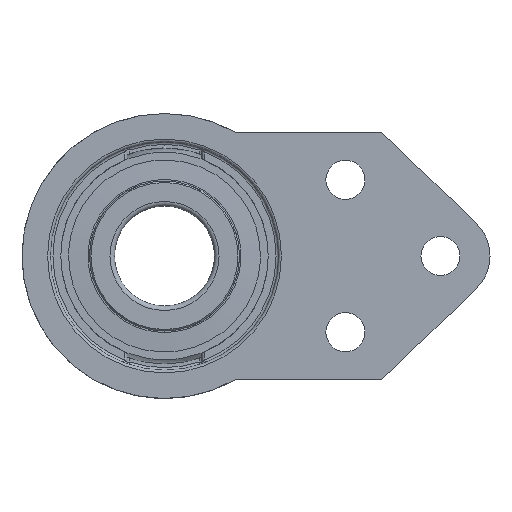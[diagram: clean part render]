
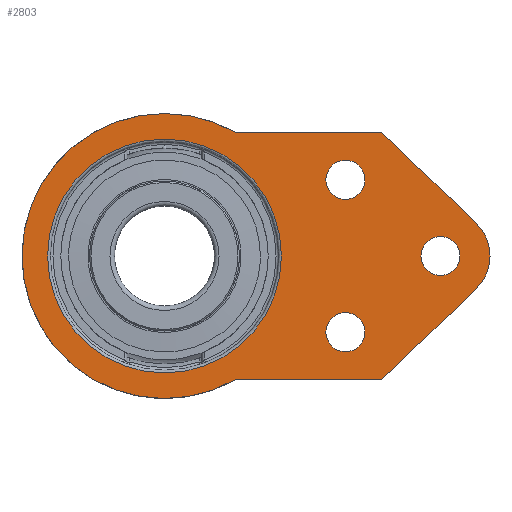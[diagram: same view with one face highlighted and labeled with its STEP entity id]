
A CAD part, left-side view. The second image highlights one B-rep face of the part: STEP entity #2803.
In plain terms, the highlighted face is planar.
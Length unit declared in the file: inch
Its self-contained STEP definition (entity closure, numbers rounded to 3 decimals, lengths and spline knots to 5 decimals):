
#1595=CARTESIAN_POINT('',(-1.87008,0.,0.));
#1596=VERTEX_POINT('',#1595);
#1603=CARTESIAN_POINT('',(-1.62402,-0.92724,0.));
#1604=VERTEX_POINT('',#1603);
#1605=CARTESIAN_POINT('',(-0.,0.,-0.));
#1606=DIRECTION('',(0.,0.,1.));
#1607=DIRECTION('',(1.,-0.,-0.));
#1608=AXIS2_PLACEMENT_3D('',#1605,#1606,#1607);
#1609=CIRCLE('',#1608,1.87008);
#1610=EDGE_CURVE('',#1596,#1604,#1609,.T.);
#2479=CARTESIAN_POINT('',(1.62402,-2.85367,-0.));
#2480=VERTEX_POINT('',#2479);
#2487=CARTESIAN_POINT('',(1.62402,-0.92724,-0.));
#2488=VERTEX_POINT('',#2487);
#2489=CARTESIAN_POINT('',(1.62402,-2.85367,-0.));
#2490=DIRECTION('',(-0.,1.,-0.));
#2491=VECTOR('',#2490,0.75844);
#2492=LINE('',#2489,#2491);
#2493=EDGE_CURVE('',#2480,#2488,#2492,.T.);
#2591=CARTESIAN_POINT('',(0.4316,-4.08845,-0.));
#2592=VERTEX_POINT('',#2591);
#2599=CARTESIAN_POINT('',(0.4316,-4.08845,-0.));
#2600=DIRECTION('',(0.695,0.719,-0.));
#2601=VECTOR('',#2600,0.6758);
#2602=LINE('',#2599,#2601);
#2603=EDGE_CURVE('',#2592,#2480,#2602,.T.);
#2615=CARTESIAN_POINT('',(-0.4316,-4.08845,0.));
#2616=VERTEX_POINT('',#2615);
#2623=CARTESIAN_POINT('',(0.,-3.67165,0.));
#2624=DIRECTION('',(0.,0.,1.));
#2625=DIRECTION('',(1.,-0.,-0.));
#2626=AXIS2_PLACEMENT_3D('',#2623,#2624,#2625);
#2627=CIRCLE('',#2626,0.6);
#2628=EDGE_CURVE('',#2616,#2592,#2627,.T.);
#2640=CARTESIAN_POINT('',(-1.62402,-2.85367,0.));
#2641=VERTEX_POINT('',#2640);
#2648=CARTESIAN_POINT('',(-1.62402,-2.85367,0.));
#2649=DIRECTION('',(0.695,-0.719,-0.));
#2650=VECTOR('',#2649,0.6758);
#2651=LINE('',#2648,#2650);
#2652=EDGE_CURVE('',#2641,#2616,#2651,.T.);
#2666=CARTESIAN_POINT('',(-1.62402,-0.92724,0.));
#2667=DIRECTION('',(0.,-1.,0.));
#2668=VECTOR('',#2667,0.75844);
#2669=LINE('',#2666,#2668);
#2670=EDGE_CURVE('',#1604,#2641,#2669,.T.);
#2693=CARTESIAN_POINT('',(0.74409,-2.37402,-0.));
#2694=VERTEX_POINT('',#2693);
#2703=CARTESIAN_POINT('',(1.,-2.37402,-0.));
#2704=DIRECTION('',(0.,0.,1.));
#2705=DIRECTION('',(1.,-0.,-0.));
#2706=AXIS2_PLACEMENT_3D('',#2703,#2704,#2705);
#2707=CIRCLE('',#2706,0.25591);
#2708=EDGE_CURVE('',#2694,#2694,#2707,.T.);
#2718=CARTESIAN_POINT('',(-0.25591,-3.62205,0.));
#2719=VERTEX_POINT('',#2718);
#2728=CARTESIAN_POINT('',(0.,-3.62205,0.));
#2729=DIRECTION('',(0.,0.,1.));
#2730=DIRECTION('',(1.,-0.,-0.));
#2731=AXIS2_PLACEMENT_3D('',#2728,#2729,#2730);
#2732=CIRCLE('',#2731,0.25591);
#2733=EDGE_CURVE('',#2719,#2719,#2732,.T.);
#2743=CARTESIAN_POINT('',(-1.25591,-2.37402,0.));
#2744=VERTEX_POINT('',#2743);
#2753=CARTESIAN_POINT('',(-1.,-2.37402,0.));
#2754=DIRECTION('',(0.,0.,1.));
#2755=DIRECTION('',(1.,-0.,-0.));
#2756=AXIS2_PLACEMENT_3D('',#2753,#2754,#2755);
#2757=CIRCLE('',#2756,0.25591);
#2758=EDGE_CURVE('',#2744,#2744,#2757,.T.);
#2763=CARTESIAN_POINT('',(-0.,-1.14918,0.));
#2764=DIRECTION('',(0.,0.,1.));
#2765=DIRECTION('',(1.,-0.,-0.));
#2766=AXIS2_PLACEMENT_3D('',#2763,#2764,#2765);
#2767=PLANE('',#2766);
#2768=ORIENTED_EDGE('',*,*,#2708,.T.);
#2769=EDGE_LOOP('',(#2768));
#2770=FACE_BOUND('',#2769,.T.);
#2771=ORIENTED_EDGE('',*,*,#2733,.T.);
#2772=EDGE_LOOP('',(#2771));
#2773=FACE_BOUND('',#2772,.T.);
#2774=ORIENTED_EDGE('',*,*,#2758,.T.);
#2775=EDGE_LOOP('',(#2774));
#2776=FACE_BOUND('',#2775,.T.);
#2777=ORIENTED_EDGE('',*,*,#2670,.F.);
#2778=ORIENTED_EDGE('',*,*,#1610,.F.);
#2779=CARTESIAN_POINT('',(-0.,0.,-0.));
#2780=DIRECTION('',(0.,0.,1.));
#2781=DIRECTION('',(1.,-0.,-0.));
#2782=AXIS2_PLACEMENT_3D('',#2779,#2780,#2781);
#2783=CIRCLE('',#2782,1.87008);
#2784=EDGE_CURVE('',#2488,#1596,#2783,.T.);
#2785=ORIENTED_EDGE('',*,*,#2784,.F.);
#2786=ORIENTED_EDGE('',*,*,#2493,.F.);
#2787=ORIENTED_EDGE('',*,*,#2603,.F.);
#2788=ORIENTED_EDGE('',*,*,#2628,.F.);
#2789=ORIENTED_EDGE('',*,*,#2652,.F.);
#2790=EDGE_LOOP('',(#2777,#2778,#2785,#2786,#2787,#2788,#2789));
#2791=FACE_BOUND('',#2790,.T.);
#2792=CARTESIAN_POINT('',(0.,1.53434,-0.));
#2793=VERTEX_POINT('',#2792);
#2794=CARTESIAN_POINT('',(0.,0.,0.));
#2795=DIRECTION('',(-0.,-0.,-1.));
#2796=DIRECTION('',(-0.,-1.,0.));
#2797=AXIS2_PLACEMENT_3D('',#2794,#2795,#2796);
#2798=CIRCLE('',#2797,1.53434);
#2799=EDGE_CURVE('',#2793,#2793,#2798,.T.);
#2800=ORIENTED_EDGE('',*,*,#2799,.F.);
#2801=EDGE_LOOP('',(#2800));
#2802=FACE_BOUND('',#2801,.T.);
#2803=ADVANCED_FACE('',(#2770,#2773,#2776,#2791,#2802),#2767,.F.);
